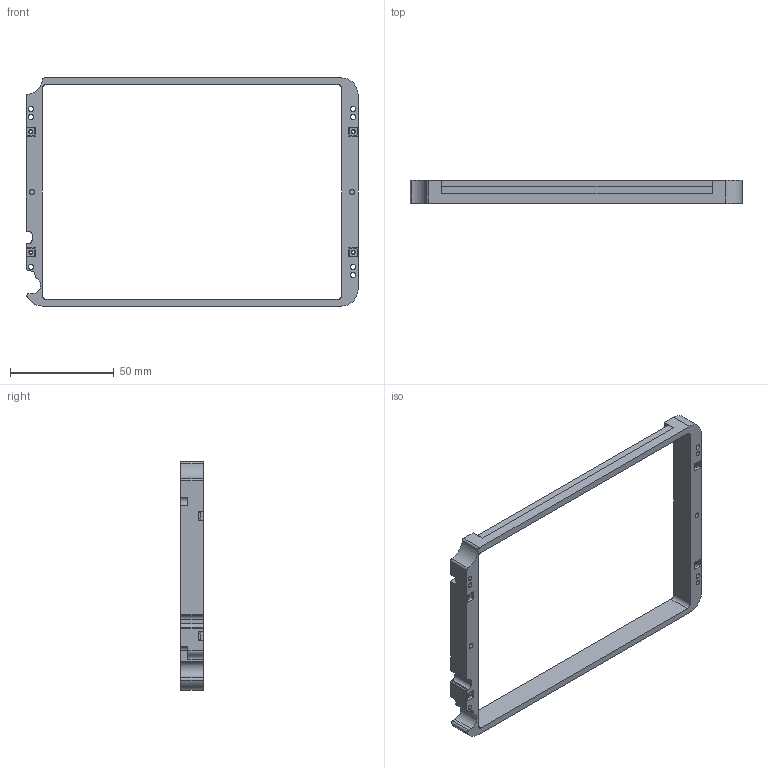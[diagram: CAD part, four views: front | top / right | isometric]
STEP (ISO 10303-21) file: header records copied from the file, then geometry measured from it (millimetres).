
FILE_DESCRIPTION (( 'STEP AP214' ), '1' );
FILE_NAME ('okolab_H301-K-FRAME_riser_custom_v1.0.STEP', '2025-12-01T23:48:14', ( '' ), ( '' ), 'SwSTEP 2.0', 'SolidWorks 2025', '' );
FILE_SCHEMA (( 'AUTOMOTIVE_DESIGN' ));
Length unit declared in the file: millimetre
Products named in the file (5): mcmaster_93675K11_light_duty_vinyl_foam_strip_0.125in_0.125in_130mm_trimmed_93675K11; mcmaster_5862K101_magnet_0.125in_0.125in_5862K101; okolab_H301-K-FRAME_riser_custom_v1.0; mcmaster_97258A121_ss_thin_square_nut_M2x0.4_97258A121
Assembly tree (8 placements, depth 2):
  okolab_H301-K-FRAME_riser_custom_v1.0
    okolab_H301-K-FRAME_riser_custom_v1.0
    mcmaster_5862K101_magnet_0.125in_0.125in_5862K101  x2
    mcmaster_97258A121_ss_thin_square_nut_M2x0.4_97258A121  x4
    mcmaster_93675K11_light_duty_vinyl_foam_strip_0.125in_0.125in_130mm_trimmed_93675K11
Bounding box: 159.7 x 11 x 109.7 mm (x, y, z)
Volume: 24885.8 mm3; surface area: 17878.8 mm2
Topology: 8 solids, 8 shells, 313 faces, 834 edges, 540 vertices
Faces by surface type: cylinder 128, plane 89, cone 44, bspline 44, torus 8
Entity records: 7242 total; most frequent: CARTESIAN_POINT 2311, ORIENTED_EDGE 1000, DIRECTION 983, EDGE_CURVE 500, AXIS2_PLACEMENT_3D 358, VERTEX_POINT 325, VECTOR 267, LINE 267
